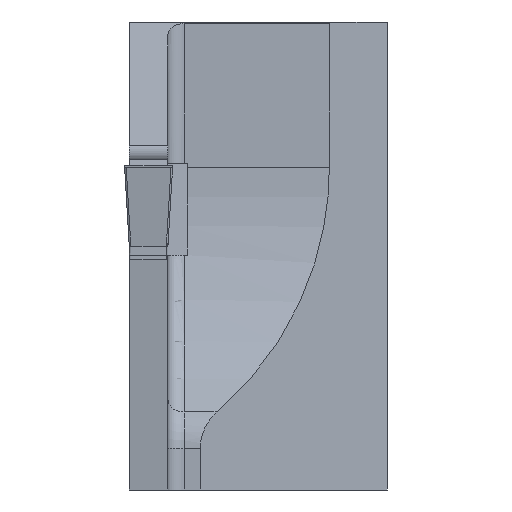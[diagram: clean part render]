
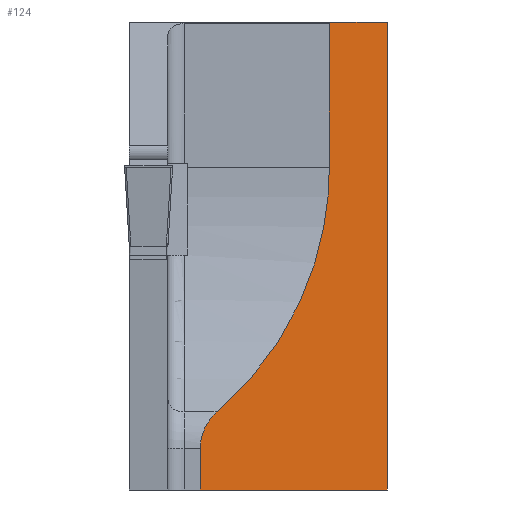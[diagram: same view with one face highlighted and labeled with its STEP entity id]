
A CAD part, left-side view. The second image highlights one B-rep face of the part: STEP entity #124.
In plain terms, the highlighted planar face has unit normal (-0.707, -0.707, 0).
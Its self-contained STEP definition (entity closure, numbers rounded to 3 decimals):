
#66=ELLIPSE('',#1455,4.243,3.);
#67=ELLIPSE('',#1457,28.284,20.);
#124=ADVANCED_FACE('',(#261),#197,.F.);
#197=PLANE('',#1466);
#261=FACE_OUTER_BOUND('',#338,.T.);
#338=EDGE_LOOP('',(#563,#564,#565,#566,#567,#568,#569,#570));
#563=ORIENTED_EDGE('',*,*,#1007,.F.);
#564=ORIENTED_EDGE('',*,*,#1000,.F.);
#565=ORIENTED_EDGE('',*,*,#999,.F.);
#566=ORIENTED_EDGE('',*,*,#996,.F.);
#567=ORIENTED_EDGE('',*,*,#928,.F.);
#568=ORIENTED_EDGE('',*,*,#946,.F.);
#569=ORIENTED_EDGE('',*,*,#932,.F.);
#570=ORIENTED_EDGE('',*,*,#1012,.T.);
#804=VERTEX_POINT('',#1953);
#805=VERTEX_POINT('',#1955);
#807=VERTEX_POINT('',#1962);
#808=VERTEX_POINT('',#1963);
#843=VERTEX_POINT('',#2086);
#845=VERTEX_POINT('',#2092);
#847=VERTEX_POINT('',#2098);
#853=VERTEX_POINT('',#2112);
#928=EDGE_CURVE('',#804,#805,#1122,.T.);
#932=EDGE_CURVE('',#807,#808,#1125,.T.);
#946=EDGE_CURVE('',#808,#804,#1139,.T.);
#996=EDGE_CURVE('',#805,#843,#1188,.T.);
#999=EDGE_CURVE('',#843,#845,#66,.T.);
#1000=EDGE_CURVE('',#845,#847,#67,.T.);
#1007=EDGE_CURVE('',#847,#853,#1194,.T.);
#1012=EDGE_CURVE('',#807,#853,#1197,.T.);
#1122=LINE('',#1954,#1276);
#1125=LINE('',#1961,#1279);
#1139=LINE('',#1989,#1293);
#1188=LINE('',#2089,#1342);
#1194=LINE('',#2111,#1348);
#1197=LINE('',#2121,#1351);
#1276=VECTOR('',#1558,1.);
#1279=VECTOR('',#1565,1.);
#1293=VECTOR('',#1583,1.);
#1342=VECTOR('',#1682,1.);
#1348=VECTOR('',#1704,1.);
#1351=VECTOR('',#1717,1.);
#1455=AXIS2_PLACEMENT_3D('',#2095,#1688,#1689);
#1457=AXIS2_PLACEMENT_3D('',#2097,#1692,#1693);
#1466=AXIS2_PLACEMENT_3D('',#2122,#1718,#1719);
#1558=DIRECTION('',(-0.707,0.707,0.));
#1565=DIRECTION('',(0.707,-0.707,0.));
#1583=DIRECTION('',(0.,0.,-1.));
#1682=DIRECTION('',(0.,0.,1.));
#1688=DIRECTION('',(0.707,0.707,0.));
#1689=DIRECTION('',(-0.707,0.707,0.));
#1692=DIRECTION('',(-0.707,-0.707,0.));
#1693=DIRECTION('',(-0.707,0.707,0.));
#1704=DIRECTION('',(0.,0.,1.));
#1717=DIRECTION('',(-0.634,0.634,-0.444));
#1718=DIRECTION('',(0.707,0.707,0.));
#1719=DIRECTION('',(0.707,-0.707,0.));
#1953=CARTESIAN_POINT('',(19.6,-16.,-20.));
#1954=CARTESIAN_POINT('',(8.,-4.4,-20.));
#1955=CARTESIAN_POINT('',(8.,-4.4,-20.));
#1961=CARTESIAN_POINT('',(8.,-4.4,9.));
#1962=CARTESIAN_POINT('',(16.144,-12.544,9.));
#1963=CARTESIAN_POINT('',(19.6,-16.,9.));
#1989=CARTESIAN_POINT('',(19.6,-16.,-23.));
#2086=CARTESIAN_POINT('',(8.,-4.4,-17.436));
#2089=CARTESIAN_POINT('',(8.,-4.4,-23.));
#2092=CARTESIAN_POINT('',(9.043,-5.443,-15.161));
#2095=CARTESIAN_POINT('',(11.,-7.4,-17.436));
#2097=CARTESIAN_POINT('',(-4.,7.6,0.));
#2098=CARTESIAN_POINT('',(16.,-12.4,0.));
#2111=CARTESIAN_POINT('',(16.,-12.4,-23.));
#2112=CARTESIAN_POINT('',(16.,-12.4,8.899));
#2121=CARTESIAN_POINT('',(7.68,-4.08,3.074));
#2122=CARTESIAN_POINT('',(8.,-4.4,-23.));
